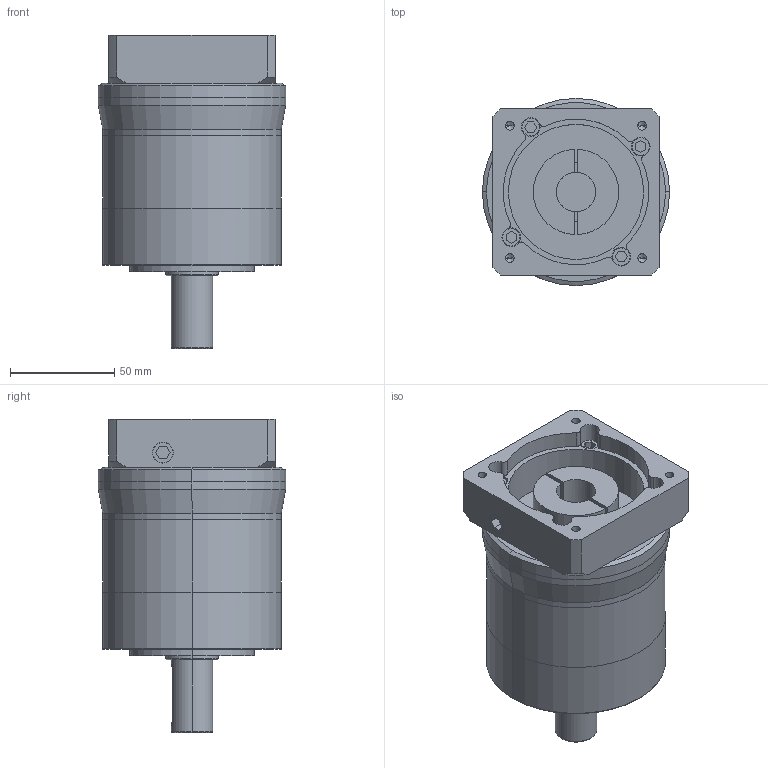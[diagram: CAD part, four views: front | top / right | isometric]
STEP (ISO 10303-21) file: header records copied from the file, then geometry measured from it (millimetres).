
FILE_DESCRIPTION (( 'STEP AP214' ), '1' );
FILE_NAME ('VGE85等撰耀倰 源80.STEP', '2018-04-26T08:30:15', ( 'Windows' ), ( 'Microsoft' ), 'SwSTEP 2.0', 'SolidWorks 2016', '' );
FILE_SCHEMA (( 'AUTOMOTIVE_DESIGN' ));
Length unit declared in the file: millimetre
Products named in the file (1): VGE85等撰耀倰 源80
Bounding box: 90 x 90 x 150.5 mm (x, y, z)
Volume: 592326.8 mm3; surface area: 99651.4 mm2
Topology: 4 solids, 4 shells, 221 faces, 533 edges, 333 vertices
Faces by surface type: plane 94, cylinder 93, cone 28, torus 6
Entity records: 6698 total; most frequent: DIRECTION 1175, CARTESIAN_POINT 1157, ORIENTED_EDGE 1030, EDGE_CURVE 515, AXIS2_PLACEMENT_3D 449, VERTEX_POINT 333, VECTOR 277, LINE 277
